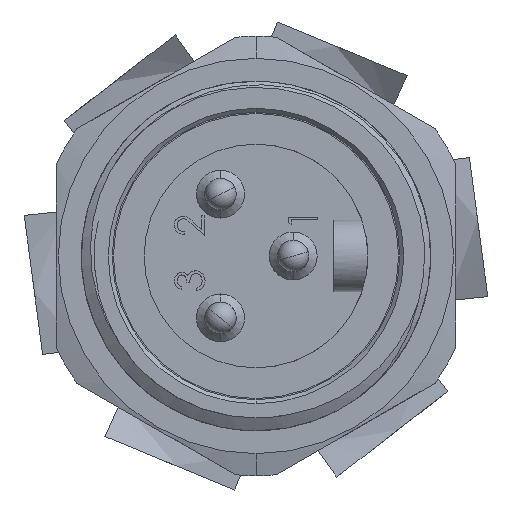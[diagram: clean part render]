
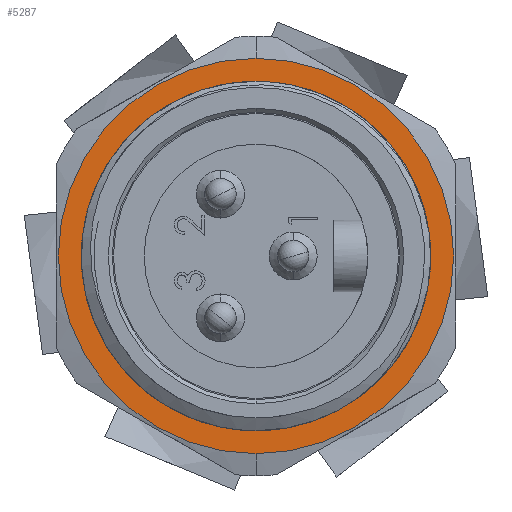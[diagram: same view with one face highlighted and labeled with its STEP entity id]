
A CAD part, left-side view. The second image highlights one B-rep face of the part: STEP entity #5287.
In plain terms, the highlighted planar face has unit normal (-1, 0, 0).
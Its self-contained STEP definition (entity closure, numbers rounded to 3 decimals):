
#121 = FACE_BOUND ( 'NONE', #5427, .T. ) ;
#189 = DIRECTION ( 'NONE',  ( 0., 0., 1. ) ) ;
#341 = DIRECTION ( 'NONE',  ( -1., 0., 0. ) ) ;
#638 = ORIENTED_EDGE ( 'NONE', *, *, #9325, .F. ) ;
#1084 = ORIENTED_EDGE ( 'NONE', *, *, #11866, .F. ) ;
#1276 = CARTESIAN_POINT ( 'NONE',  ( 9.398, 0., 12.573 ) ) ;
#1310 = VERTEX_POINT ( 'NONE', #17867 ) ;
#1348 = DIRECTION ( 'NONE',  ( 0., 0., -1. ) ) ;
#2137 = AXIS2_PLACEMENT_3D ( 'NONE', #4355, #14088, #5721 ) ;
#2556 = VERTEX_POINT ( 'NONE', #14047 ) ;
#2843 = CIRCLE ( 'NONE', #10366, 12.573 ) ;
#4355 = CARTESIAN_POINT ( 'NONE',  ( 9.398, 0., 0. ) ) ;
#5073 = AXIS2_PLACEMENT_3D ( 'NONE', #14197, #5832, #15574 ) ;
#5287 = ADVANCED_FACE ( 'NONE', ( #121, #11612 ), #9607, .F. ) ;
#5427 = EDGE_LOOP ( 'NONE', ( #638, #1084 ) ) ;
#5721 = DIRECTION ( 'NONE',  ( 0., 0., 1. ) ) ;
#5832 = DIRECTION ( 'NONE',  ( -1., 0., 0. ) ) ;
#6069 = ORIENTED_EDGE ( 'NONE', *, *, #8560, .T. ) ;
#7162 = EDGE_LOOP ( 'NONE', ( #13084, #6069 ) ) ;
#7580 = AXIS2_PLACEMENT_3D ( 'NONE', #8668, #341, #10052 ) ;
#8511 = DIRECTION ( 'NONE',  ( -1., 0., 0. ) ) ;
#8560 = EDGE_CURVE ( 'NONE', #10496, #16583, #15181, .T. ) ;
#8668 = CARTESIAN_POINT ( 'NONE',  ( 9.398, 0., 0. ) ) ;
#9125 = EDGE_CURVE ( 'NONE', #16583, #10496, #2843, .T. ) ;
#9132 = CIRCLE ( 'NONE', #7580, 10.414 ) ;
#9325 = EDGE_CURVE ( 'NONE', #1310, #2556, #9132, .T. ) ;
#9607 = PLANE ( 'NONE',  #15706 ) ;
#9667 = DIRECTION ( 'NONE',  ( 1., 0., 0. ) ) ;
#10003 = CIRCLE ( 'NONE', #5073, 10.414 ) ;
#10052 = DIRECTION ( 'NONE',  ( 0., 0., 1. ) ) ;
#10366 = AXIS2_PLACEMENT_3D ( 'NONE', #16838, #8511, #189 ) ;
#10496 = VERTEX_POINT ( 'NONE', #1276 ) ;
#11612 = FACE_OUTER_BOUND ( 'NONE', #7162, .T. ) ;
#11866 = EDGE_CURVE ( 'NONE', #2556, #1310, #10003, .T. ) ;
#12587 = CARTESIAN_POINT ( 'NONE',  ( 9.398, 0., -12.573 ) ) ;
#13084 = ORIENTED_EDGE ( 'NONE', *, *, #9125, .T. ) ;
#14047 = CARTESIAN_POINT ( 'NONE',  ( 9.398, 0., -10.414 ) ) ;
#14088 = DIRECTION ( 'NONE',  ( -1., 0., 0. ) ) ;
#14197 = CARTESIAN_POINT ( 'NONE',  ( 9.398, 0., 0. ) ) ;
#15181 = CIRCLE ( 'NONE', #2137, 12.573 ) ;
#15574 = DIRECTION ( 'NONE',  ( 0., 0., 1. ) ) ;
#15706 = AXIS2_PLACEMENT_3D ( 'NONE', #17967, #9667, #1348 ) ;
#16583 = VERTEX_POINT ( 'NONE', #12587 ) ;
#16838 = CARTESIAN_POINT ( 'NONE',  ( 9.398, 0., 0. ) ) ;
#17867 = CARTESIAN_POINT ( 'NONE',  ( 9.398, 0., 10.414 ) ) ;
#17967 = CARTESIAN_POINT ( 'NONE',  ( 9.398, 13.97, 0. ) ) ;
